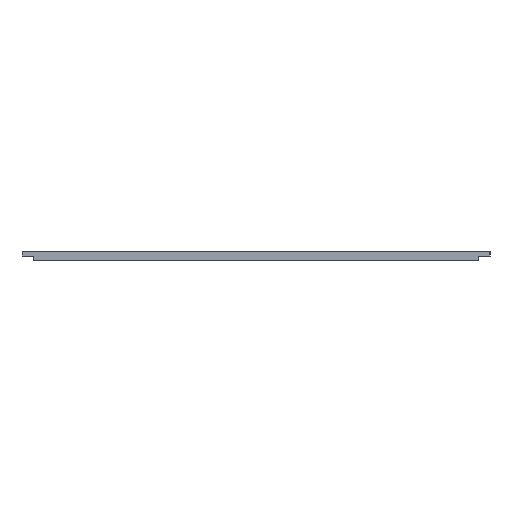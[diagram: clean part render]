
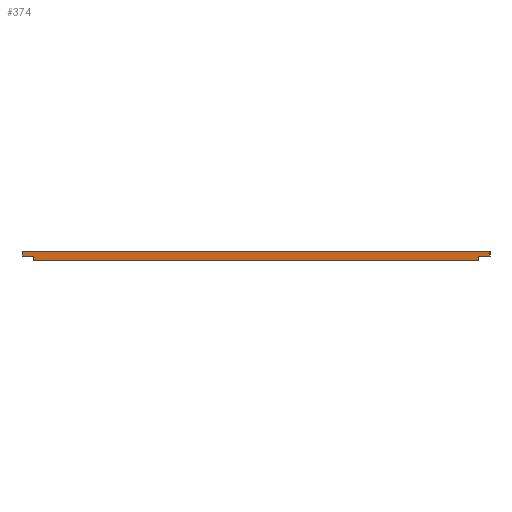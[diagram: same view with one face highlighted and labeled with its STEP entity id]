
A CAD part, front view. The second image highlights one B-rep face of the part: STEP entity #374.
In plain terms, the highlighted planar face has unit normal (0, -1, 0).
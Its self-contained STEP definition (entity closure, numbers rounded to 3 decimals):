
#10 = ORIENTED_EDGE ( 'NONE', *, *, #122, .T. ) ;
#33 = DIRECTION ( 'NONE',  ( 0., 0., -1. ) ) ;
#69 = LINE ( 'NONE', #189, #386 ) ;
#71 = VERTEX_POINT ( 'NONE', #318 ) ;
#85 = CARTESIAN_POINT ( 'NONE',  ( 99.5, -87., -2. ) ) ;
#93 = VERTEX_POINT ( 'NONE', #280 ) ;
#94 = EDGE_CURVE ( 'NONE', #213, #93, #741, .T. ) ;
#103 = PLANE ( 'NONE',  #342 ) ;
#122 = EDGE_CURVE ( 'NONE', #502, #704, #194, .T. ) ;
#124 = VECTOR ( 'NONE', #844, 1000. ) ;
#130 = VECTOR ( 'NONE', #898, 1000. ) ;
#137 = CARTESIAN_POINT ( 'NONE',  ( 104.5, -87., 0. ) ) ;
#181 = ORIENTED_EDGE ( 'NONE', *, *, #818, .F. ) ;
#189 = CARTESIAN_POINT ( 'NONE',  ( -105.5, -87., 2. ) ) ;
#194 = LINE ( 'NONE', #85, #529 ) ;
#213 = VERTEX_POINT ( 'NONE', #295 ) ;
#237 = CARTESIAN_POINT ( 'NONE',  ( 104.5, -87., 0. ) ) ;
#260 = CARTESIAN_POINT ( 'NONE',  ( 104.5, -87., 2. ) ) ;
#278 = DIRECTION ( 'NONE',  ( 1., 0., 0. ) ) ;
#280 = CARTESIAN_POINT ( 'NONE',  ( -100.5, -87., 0. ) ) ;
#295 = CARTESIAN_POINT ( 'NONE',  ( -105.5, -87., 0. ) ) ;
#318 = CARTESIAN_POINT ( 'NONE',  ( -100.5, -87., -2. ) ) ;
#338 = VECTOR ( 'NONE', #574, 1000. ) ;
#342 = AXIS2_PLACEMENT_3D ( 'NONE', #260, #491, #407 ) ;
#355 = EDGE_CURVE ( 'NONE', #631, #213, #69, .T. ) ;
#374 = ADVANCED_FACE ( 'NONE', ( #801 ), #103, .F. ) ;
#386 = VECTOR ( 'NONE', #33, 1000. ) ;
#396 = DIRECTION ( 'NONE',  ( 0., 0., 1. ) ) ;
#407 = DIRECTION ( 'NONE',  ( 0., 0., 1. ) ) ;
#414 = ORIENTED_EDGE ( 'NONE', *, *, #895, .T. ) ;
#421 = LINE ( 'NONE', #877, #488 ) ;
#488 = VECTOR ( 'NONE', #661, 1000. ) ;
#491 = DIRECTION ( 'NONE',  ( 0., 1., 0. ) ) ;
#495 = EDGE_CURVE ( 'NONE', #71, #502, #421, .T. ) ;
#502 = VERTEX_POINT ( 'NONE', #737 ) ;
#518 = CARTESIAN_POINT ( 'NONE',  ( 99.5, -87., 0. ) ) ;
#529 = VECTOR ( 'NONE', #396, 1000. ) ;
#573 = ORIENTED_EDGE ( 'NONE', *, *, #495, .T. ) ;
#574 = DIRECTION ( 'NONE',  ( 1., 0., 0. ) ) ;
#586 = LINE ( 'NONE', #885, #130 ) ;
#593 = LINE ( 'NONE', #696, #124 ) ;
#601 = CARTESIAN_POINT ( 'NONE',  ( -105.5, -87., 2. ) ) ;
#631 = VERTEX_POINT ( 'NONE', #601 ) ;
#647 = EDGE_LOOP ( 'NONE', ( #788, #181, #573, #10, #414, #991, #873, #660 ) ) ;
#660 = ORIENTED_EDGE ( 'NONE', *, *, #355, .T. ) ;
#661 = DIRECTION ( 'NONE',  ( 1., 0., 0. ) ) ;
#662 = LINE ( 'NONE', #802, #338 ) ;
#696 = CARTESIAN_POINT ( 'NONE',  ( -100.5, -87., -2. ) ) ;
#697 = DIRECTION ( 'NONE',  ( 1., 0., 0. ) ) ;
#704 = VERTEX_POINT ( 'NONE', #518 ) ;
#737 = CARTESIAN_POINT ( 'NONE',  ( 99.5, -87., -2. ) ) ;
#741 = LINE ( 'NONE', #237, #929 ) ;
#764 = LINE ( 'NONE', #137, #890 ) ;
#788 = ORIENTED_EDGE ( 'NONE', *, *, #94, .T. ) ;
#801 = FACE_OUTER_BOUND ( 'NONE', #647, .T. ) ;
#802 = CARTESIAN_POINT ( 'NONE',  ( 104.5, -87., 2. ) ) ;
#818 = EDGE_CURVE ( 'NONE', #71, #93, #593, .T. ) ;
#844 = DIRECTION ( 'NONE',  ( 0., 0., 1. ) ) ;
#865 = VERTEX_POINT ( 'NONE', #866 ) ;
#866 = CARTESIAN_POINT ( 'NONE',  ( 104.5, -87., 0. ) ) ;
#873 = ORIENTED_EDGE ( 'NONE', *, *, #973, .F. ) ;
#877 = CARTESIAN_POINT ( 'NONE',  ( 99.5, -87., -2. ) ) ;
#885 = CARTESIAN_POINT ( 'NONE',  ( 104.5, -87., 2. ) ) ;
#890 = VECTOR ( 'NONE', #278, 1000. ) ;
#895 = EDGE_CURVE ( 'NONE', #704, #865, #764, .T. ) ;
#898 = DIRECTION ( 'NONE',  ( 0., 0., -1. ) ) ;
#929 = VECTOR ( 'NONE', #697, 1000. ) ;
#960 = VERTEX_POINT ( 'NONE', #974 ) ;
#973 = EDGE_CURVE ( 'NONE', #631, #960, #662, .T. ) ;
#974 = CARTESIAN_POINT ( 'NONE',  ( 104.5, -87., 2. ) ) ;
#991 = ORIENTED_EDGE ( 'NONE', *, *, #994, .F. ) ;
#994 = EDGE_CURVE ( 'NONE', #960, #865, #586, .T. ) ;
